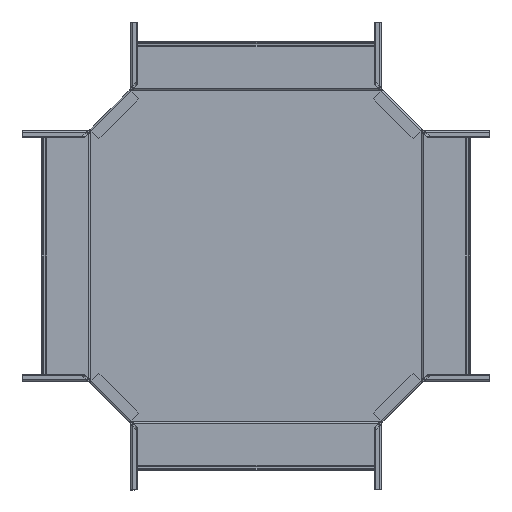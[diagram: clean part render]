
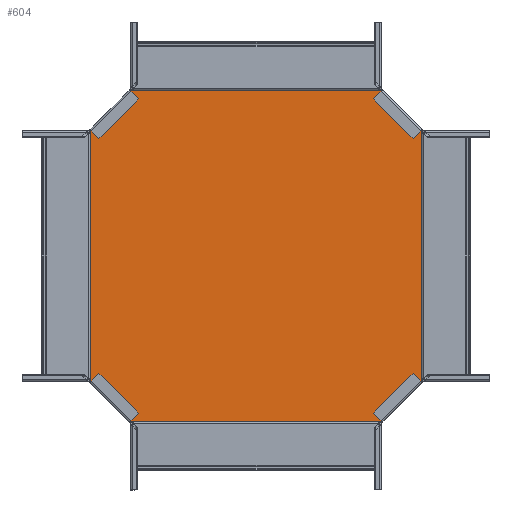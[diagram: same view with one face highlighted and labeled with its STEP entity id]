
A CAD part, front view. The second image highlights one B-rep face of the part: STEP entity #604.
In plain terms, the highlighted planar face has unit normal (0, -1, 0).
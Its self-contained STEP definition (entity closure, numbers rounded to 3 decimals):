
#126 = CARTESIAN_POINT ( 'NONE',  ( 195.719, -1., 147.604 ) ) ;
#143 = DIRECTION ( 'NONE',  ( 0., -1., 0. ) ) ;
#188 = VERTEX_POINT ( 'NONE', #126 ) ;
#332 = VECTOR ( 'NONE', #2377, 1000. ) ;
#604 = ADVANCED_FACE ( 'NONE', ( #1543 ), #2080, .T. ) ;
#698 = LINE ( 'NONE', #5629, #1599 ) ;
#769 = DIRECTION ( 'NONE',  ( -1., 0., 0. ) ) ;
#1175 = VERTEX_POINT ( 'NONE', #5321 ) ;
#1275 = EDGE_CURVE ( 'NONE', #1955, #2266, #2386, .T. ) ;
#1328 = CARTESIAN_POINT ( 'NONE',  ( -147.604, -1., -195.719 ) ) ;
#1343 = CARTESIAN_POINT ( 'NONE',  ( -147.604, -1., 195.719 ) ) ;
#1396 = AXIS2_PLACEMENT_3D ( 'NONE', #4043, #143, #2116 ) ;
#1540 = EDGE_LOOP ( 'NONE', ( #5592, #2042, #5633, #2075, #5400, #3401, #2380, #2572 ) ) ;
#1543 = FACE_OUTER_BOUND ( 'NONE', #1540, .T. ) ;
#1581 = LINE ( 'NONE', #4394, #3431 ) ;
#1599 = VECTOR ( 'NONE', #2697, 1000. ) ;
#1667 = EDGE_CURVE ( 'NONE', #2266, #4628, #5398, .T. ) ;
#1873 = CARTESIAN_POINT ( 'NONE',  ( 139.75, -1., -203.573 ) ) ;
#1955 = VERTEX_POINT ( 'NONE', #1343 ) ;
#2042 = ORIENTED_EDGE ( 'NONE', *, *, #5729, .T. ) ;
#2075 = ORIENTED_EDGE ( 'NONE', *, *, #1667, .T. ) ;
#2080 = PLANE ( 'NONE',  #1396 ) ;
#2116 = DIRECTION ( 'NONE',  ( 0., 0., -1. ) ) ;
#2196 = VECTOR ( 'NONE', #4615, 1000. ) ;
#2257 = CARTESIAN_POINT ( 'NONE',  ( -195.719, -1., -147.604 ) ) ;
#2262 = CARTESIAN_POINT ( 'NONE',  ( 195.719, -1., -147.604 ) ) ;
#2266 = VERTEX_POINT ( 'NONE', #2731 ) ;
#2322 = DIRECTION ( 'NONE',  ( 0.707, 0., 0.707 ) ) ;
#2377 = DIRECTION ( 'NONE',  ( 0., 0., -1. ) ) ;
#2380 = ORIENTED_EDGE ( 'NONE', *, *, #5890, .T. ) ;
#2386 = LINE ( 'NONE', #5282, #4446 ) ;
#2572 = ORIENTED_EDGE ( 'NONE', *, *, #3263, .F. ) ;
#2662 = CARTESIAN_POINT ( 'NONE',  ( 139.75, -1., 203.573 ) ) ;
#2669 = EDGE_CURVE ( 'NONE', #1175, #188, #4136, .T. ) ;
#2672 = CARTESIAN_POINT ( 'NONE',  ( 147.604, -1., -195.719 ) ) ;
#2697 = DIRECTION ( 'NONE',  ( -1., 0., 0. ) ) ;
#2731 = CARTESIAN_POINT ( 'NONE',  ( -195.719, -1., 147.604 ) ) ;
#2876 = CARTESIAN_POINT ( 'NONE',  ( -139.75, -1., -203.573 ) ) ;
#3044 = EDGE_CURVE ( 'NONE', #5932, #4628, #6237, .T. ) ;
#3107 = VERTEX_POINT ( 'NONE', #2262 ) ;
#3263 = EDGE_CURVE ( 'NONE', #188, #3107, #1581, .T. ) ;
#3401 = ORIENTED_EDGE ( 'NONE', *, *, #3713, .F. ) ;
#3431 = VECTOR ( 'NONE', #5506, 1000. ) ;
#3713 = EDGE_CURVE ( 'NONE', #4756, #5932, #698, .T. ) ;
#4043 = CARTESIAN_POINT ( 'NONE',  ( 0., -1., 0. ) ) ;
#4136 = LINE ( 'NONE', #2662, #2196 ) ;
#4224 = DIRECTION ( 'NONE',  ( -0.707, 0., 0.707 ) ) ;
#4394 = CARTESIAN_POINT ( 'NONE',  ( 195.719, -1., 0. ) ) ;
#4446 = VECTOR ( 'NONE', #6328, 1000. ) ;
#4615 = DIRECTION ( 'NONE',  ( 0.707, 0., -0.707 ) ) ;
#4628 = VERTEX_POINT ( 'NONE', #2257 ) ;
#4631 = LINE ( 'NONE', #6061, #6355 ) ;
#4756 = VERTEX_POINT ( 'NONE', #2672 ) ;
#5217 = LINE ( 'NONE', #1873, #5411 ) ;
#5282 = CARTESIAN_POINT ( 'NONE',  ( -139.75, -1., 203.573 ) ) ;
#5321 = CARTESIAN_POINT ( 'NONE',  ( 147.604, -1., 195.719 ) ) ;
#5398 = LINE ( 'NONE', #6357, #332 ) ;
#5400 = ORIENTED_EDGE ( 'NONE', *, *, #3044, .F. ) ;
#5411 = VECTOR ( 'NONE', #2322, 1000. ) ;
#5506 = DIRECTION ( 'NONE',  ( 0., 0., -1. ) ) ;
#5592 = ORIENTED_EDGE ( 'NONE', *, *, #2669, .F. ) ;
#5629 = CARTESIAN_POINT ( 'NONE',  ( 0., -1., -195.719 ) ) ;
#5633 = ORIENTED_EDGE ( 'NONE', *, *, #1275, .T. ) ;
#5729 = EDGE_CURVE ( 'NONE', #1175, #1955, #4631, .T. ) ;
#5890 = EDGE_CURVE ( 'NONE', #4756, #3107, #5217, .T. ) ;
#5932 = VERTEX_POINT ( 'NONE', #1328 ) ;
#6061 = CARTESIAN_POINT ( 'NONE',  ( 0., -1., 195.719 ) ) ;
#6220 = VECTOR ( 'NONE', #4224, 1000. ) ;
#6237 = LINE ( 'NONE', #2876, #6220 ) ;
#6328 = DIRECTION ( 'NONE',  ( -0.707, 0., -0.707 ) ) ;
#6355 = VECTOR ( 'NONE', #769, 1000. ) ;
#6357 = CARTESIAN_POINT ( 'NONE',  ( -195.719, -1., 0. ) ) ;
